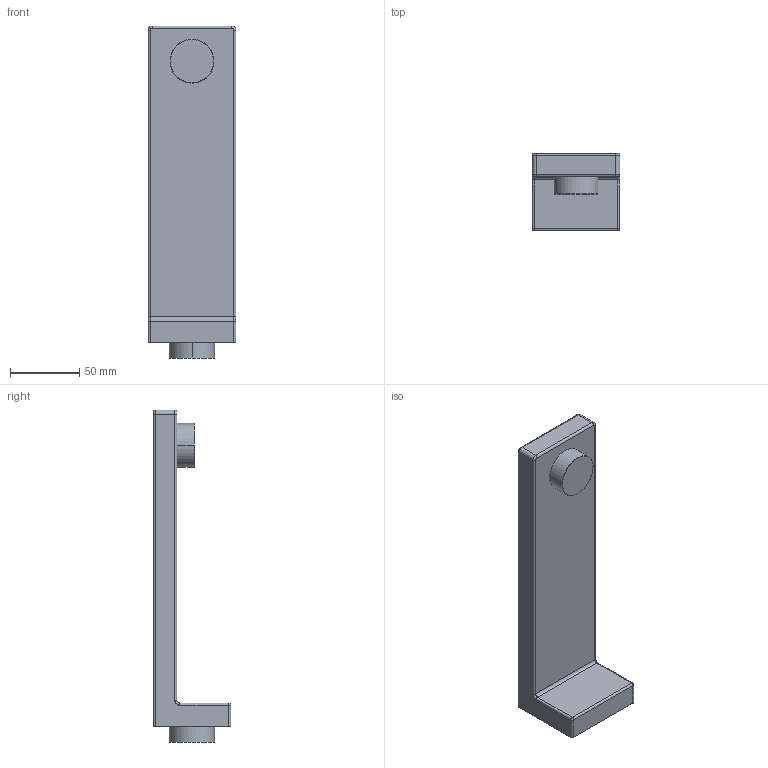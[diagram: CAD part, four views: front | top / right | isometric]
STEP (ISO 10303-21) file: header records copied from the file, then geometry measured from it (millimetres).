
FILE_DESCRIPTION((''),'2;1');
FILE_NAME('8-030','2021-01-26T09:23:15',('rsmith'),(''),'CREO PARAMETRIC BY PTC INC, 2018400','CREO PARAMETRIC BY PTC INC, 2018400','');
FILE_SCHEMA(('AUTOMOTIVE_DESIGN { 1 0 10303 214 1 1 1 1 }'));
Length unit declared in the file: inch
Products named in the file (1): 8-030
Bounding box: 63.5 x 55.88 x 239.73 mm (x, y, z)
Volume: 308171.5 mm3; surface area: 46772.3 mm2
Topology: 1 solids, 1 shells, 41 faces, 88 edges, 52 vertices
Faces by surface type: cylinder 20, plane 11, torus 4, bspline 4, sphere 2
Entity records: 1630 total; most frequent: CARTESIAN_POINT 243, DIRECTION 212, ORIENTED_EDGE 176, COLOUR_RGB 146, PRESENTATION_STYLE_ASSIGNMENT 89, STYLED_ITEM 89, CURVE_STYLE 88, EDGE_CURVE 88
